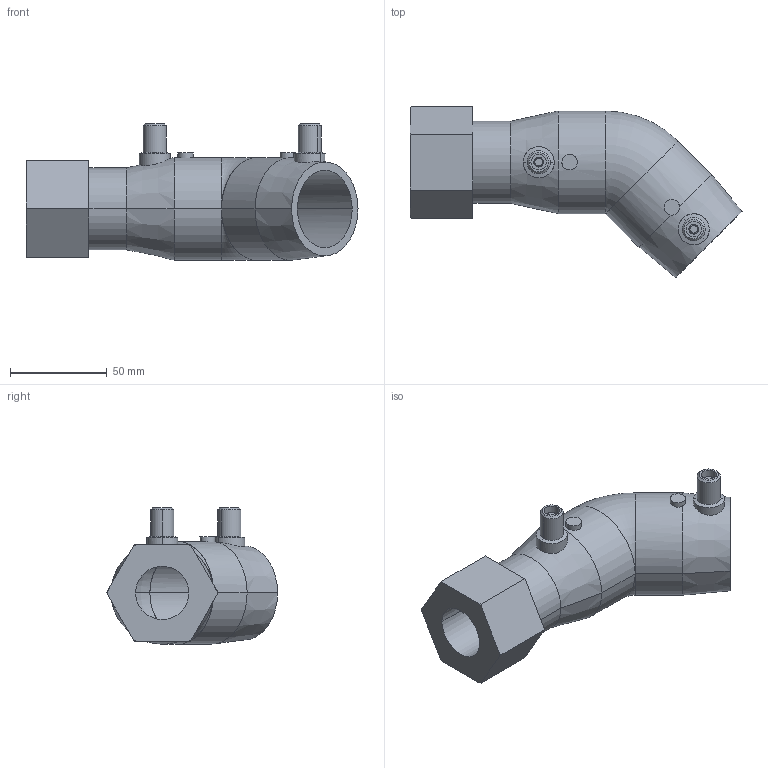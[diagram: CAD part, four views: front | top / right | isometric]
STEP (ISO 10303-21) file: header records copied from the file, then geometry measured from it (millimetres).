
FILE_DESCRIPTION( ( '' ), '1' );
FILE_NAME( 'AGRU_25188404011_PE_100_schwarz_E-Übergangswinkel_45°_40X1_1_4__SDR_17_11_05.stp', '2017-12-12T10:08:26', ( '' ), ( '' ), ' ', ' ', ' ' );
FILE_SCHEMA( ( 'automotive_design' ) );
Length unit declared in the file: millimetre
Products named in the file (1): 1
Bounding box: 171.53 x 88.42 x 70.5 mm (x, y, z)
Volume: 188012.6 mm3; surface area: 52345.4 mm2
Topology: 1 solids, 1 shells, 84 faces, 188 edges, 116 vertices
Faces by surface type: cylinder 32, cone 24, plane 24, torus 4
Entity records: 5056 total; most frequent: CARTESIAN_POINT 968, DIRECTION 412, STYLED_ITEM 389, PRESENTATION_STYLE_ASSIGNMENT 389, COLOUR_RGB 389, ORIENTED_EDGE 376, EDGE_CURVE 188, CURVE_STYLE 188
